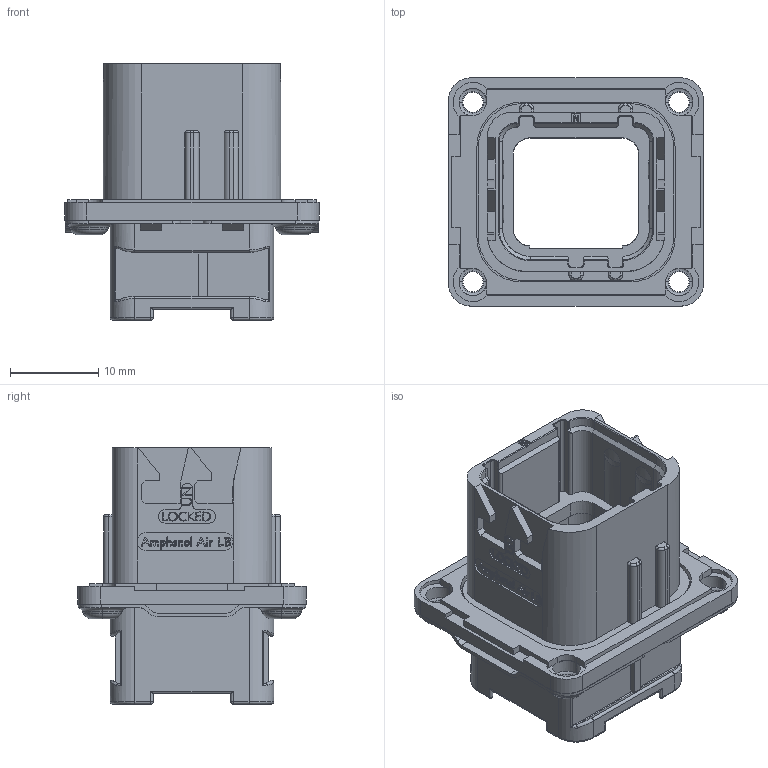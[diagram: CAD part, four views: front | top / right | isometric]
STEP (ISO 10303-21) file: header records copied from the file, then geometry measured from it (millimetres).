
FILE_DESCRIPTION((''),'2;1');
FILE_NAME('SIM2B24N021','2019-10-01T',('presta_be4'),(''),'PRO/ENGINEER BY PARAMETRIC TECHNOLOGY CORPORATION, 2014310','PRO/ENGINEER BY PARAMETRIC TECHNOLOGY CORPORATION, 2014310','');
FILE_SCHEMA(('CONFIG_CONTROL_DESIGN'));
Products named in the file (1): SIM2B24N021
Bounding box: 28.8 x 25.8 x 28.97 mm (x, y, z)
Volume: 4290.7 mm3; surface area: 5680.3 mm2
Topology: 1 solids, 1 shells, 1636 faces, 4510 edges, 2929 vertices
Faces by surface type: plane 647, extrusion 608, cylinder 229, torus 76, bspline 28, sphere 24, cone 24
Entity records: 55257 total; most frequent: CARTESIAN_POINT 15995, ORIENTED_EDGE 9004, DIRECTION 6274, EDGE_CURVE 4502, VECTOR 3116, VERTEX_POINT 2929, LINE 2508, B_SPLINE_CURVE_WITH_KNOTS 2023
